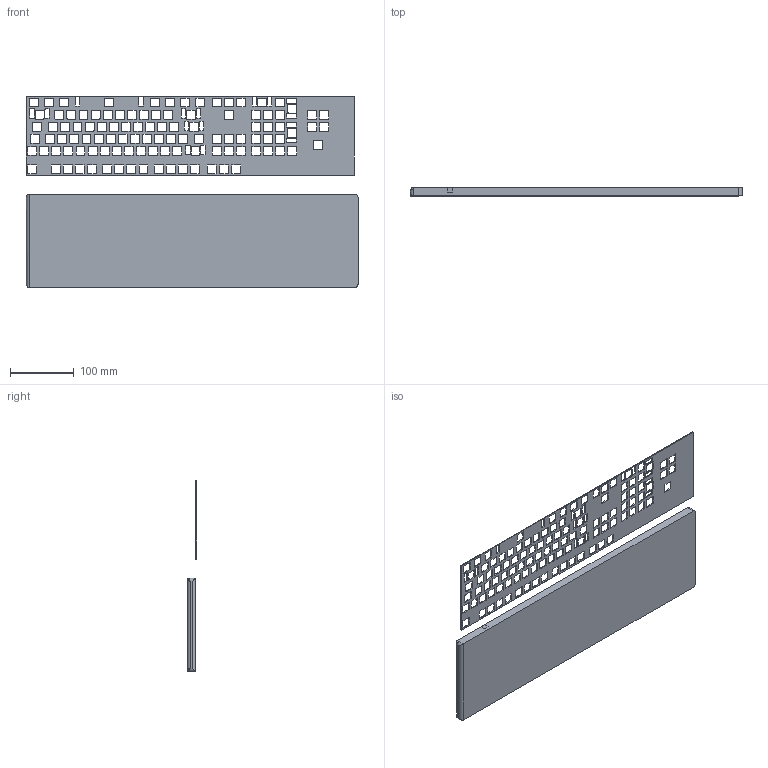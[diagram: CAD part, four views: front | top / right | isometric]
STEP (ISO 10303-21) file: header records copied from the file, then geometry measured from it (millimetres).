
FILE_DESCRIPTION(/* description */ (''),/* implementation_level */ '2;1');
FILE_NAME(/* name */ 'bf508bdc-1f26-46db-a717-bb8897dbed9d.step',/* time_stamp */ '2026-01-12T17:50:50Z',/* author */ (''),/* organization */ (''),/* preprocessor_version */ 'ST-DEVELOPER v20.1',/* originating_system */ 'Autodesk Translation Framework v14.21.0.0',/* authorisation */ '');
FILE_SCHEMA (('AUTOMOTIVE_DESIGN { 1 0 10303 214 3 1 1 }'));
Length unit declared in the file: millimetre
Products named in the file (1): 2026-01-06-09-43-07-783
Bounding box: 522.29 x 14.89 x 300.61 mm (x, y, z)
Volume: 843490.4 mm3; surface area: 268142.4 mm2
Topology: 2 solids, 2 shells, 1037 faces, 3086 edges, 2056 vertices
Faces by surface type: plane 527, cylinder 510
Full cylindrical faces by diameter (mm): 5 x4
Entity records: 35622 total; most frequent: CARTESIAN_POINT 6234, DIRECTION 6174, ORIENTED_EDGE 6172, EDGE_CURVE 3086, LINE 2066, VECTOR 2066, VERTEX_POINT 2056, AXIS2_PLACEMENT_3D 2054
